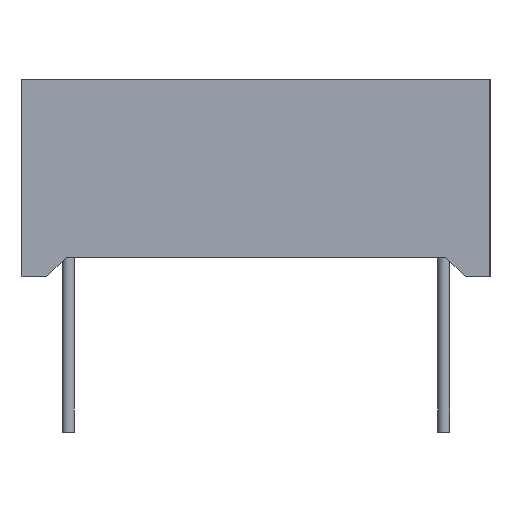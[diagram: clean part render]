
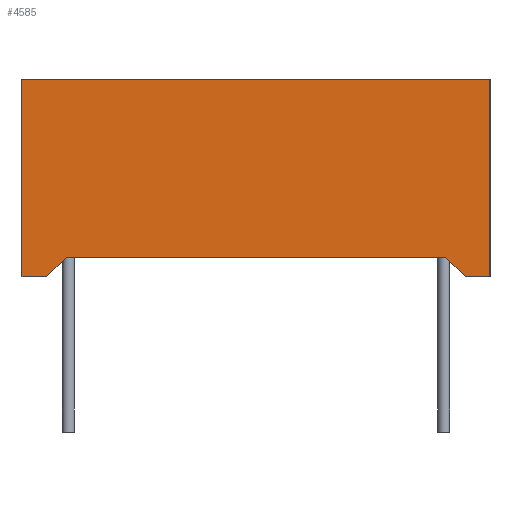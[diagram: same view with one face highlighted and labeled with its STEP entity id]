
A CAD part, left-side view. The second image highlights one B-rep face of the part: STEP entity #4585.
In plain terms, the highlighted planar face has unit normal (-1, 0, 0).
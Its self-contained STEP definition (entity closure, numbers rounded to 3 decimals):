
#387=LINE('',#7105,#941);
#392=LINE('',#7114,#946);
#394=LINE('',#7118,#948);
#396=LINE('',#7123,#950);
#399=LINE('',#7128,#953);
#404=LINE('',#7136,#958);
#409=LINE('',#7147,#963);
#410=LINE('',#7148,#964);
#941=VECTOR('',#5835,10.);
#946=VECTOR('',#5842,10.);
#948=VECTOR('',#5846,10.);
#950=VECTOR('',#5850,10.);
#953=VECTOR('',#5855,10.);
#958=VECTOR('',#5862,10.);
#963=VECTOR('',#5873,10.);
#964=VECTOR('',#5874,10.);
#1413=FACE_OUTER_BOUND('',#1731,.T.);
#1731=EDGE_LOOP('',(#3521,#3522,#3523,#3524,#3525,#3526,#3527,#3528));
#2121=VERTEX_POINT('',#7102);
#2122=VERTEX_POINT('',#7104);
#2125=VERTEX_POINT('',#7112);
#2126=VERTEX_POINT('',#7116);
#2127=VERTEX_POINT('',#7120);
#2128=VERTEX_POINT('',#7122);
#2129=VERTEX_POINT('',#7126);
#2134=VERTEX_POINT('',#7146);
#2627=EDGE_CURVE('',#2121,#2122,#387,.T.);
#2632=EDGE_CURVE('',#2125,#2121,#392,.T.);
#2634=EDGE_CURVE('',#2125,#2126,#394,.T.);
#2636=EDGE_CURVE('',#2128,#2127,#396,.T.);
#2639=EDGE_CURVE('',#2129,#2127,#399,.T.);
#2644=EDGE_CURVE('',#2126,#2128,#404,.T.);
#2649=EDGE_CURVE('',#2129,#2134,#409,.T.);
#2650=EDGE_CURVE('',#2122,#2134,#410,.T.);
#3521=ORIENTED_EDGE('',*,*,#2634,.T.);
#3522=ORIENTED_EDGE('',*,*,#2644,.T.);
#3523=ORIENTED_EDGE('',*,*,#2636,.T.);
#3524=ORIENTED_EDGE('',*,*,#2639,.F.);
#3525=ORIENTED_EDGE('',*,*,#2649,.T.);
#3526=ORIENTED_EDGE('',*,*,#2650,.F.);
#3527=ORIENTED_EDGE('',*,*,#2627,.F.);
#3528=ORIENTED_EDGE('',*,*,#2632,.F.);
#4277=PLANE('',#4993);
#4585=ADVANCED_FACE('',(#1413),#4277,.T.);
#4993=AXIS2_PLACEMENT_3D('',#7145,#5871,#5872);
#5835=DIRECTION('',(0.,0.,1.));
#5842=DIRECTION('',(0.,1.,0.));
#5846=DIRECTION('',(0.,-0.707,0.707));
#5850=DIRECTION('',(0.,-0.707,-0.707));
#5855=DIRECTION('',(0.,1.,0.));
#5862=DIRECTION('',(0.,-1.,0.));
#5871=DIRECTION('center_axis',(-1.,0.,0.));
#5872=DIRECTION('ref_axis',(0.,-1.,0.));
#5873=DIRECTION('',(0.,0.,1.));
#5874=DIRECTION('',(0.,-1.,0.));
#7102=CARTESIAN_POINT('',(-25.1,9.5,0.));
#7104=CARTESIAN_POINT('',(-25.1,9.5,8.));
#7105=CARTESIAN_POINT('',(-25.1,9.5,0.));
#7112=CARTESIAN_POINT('',(-25.1,8.5,0.));
#7114=CARTESIAN_POINT('',(-25.1,-9.5,0.));
#7116=CARTESIAN_POINT('',(-25.1,7.7,0.8));
#7118=CARTESIAN_POINT('',(-25.1,8.35,0.15));
#7120=CARTESIAN_POINT('',(-25.1,-8.5,0.));
#7122=CARTESIAN_POINT('',(-25.1,-7.7,0.8));
#7123=CARTESIAN_POINT('',(-25.1,-4.,4.5));
#7126=CARTESIAN_POINT('',(-25.1,-9.5,0.));
#7128=CARTESIAN_POINT('',(-25.1,-9.5,0.));
#7136=CARTESIAN_POINT('',(-25.1,0.9,0.8));
#7145=CARTESIAN_POINT('Origin',(-25.1,9.5,0.));
#7146=CARTESIAN_POINT('',(-25.1,-9.5,8.));
#7147=CARTESIAN_POINT('',(-25.1,-9.5,0.));
#7148=CARTESIAN_POINT('',(-25.1,-9.5,8.));
